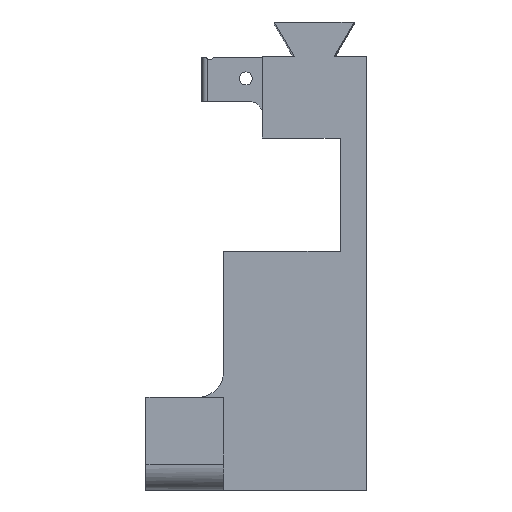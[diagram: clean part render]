
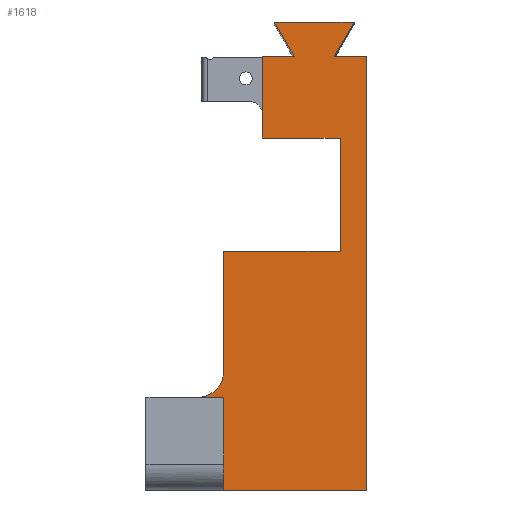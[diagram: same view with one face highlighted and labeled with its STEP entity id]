
A CAD part, front view. The second image highlights one B-rep face of the part: STEP entity #1618.
In plain terms, the highlighted planar face has unit normal (0, -1, 0).
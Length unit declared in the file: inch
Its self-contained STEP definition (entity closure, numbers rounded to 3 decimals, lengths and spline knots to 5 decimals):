
#143=CIRCLE('',#1728,0.3937);
#235=FACE_OUTER_BOUND('',#352,.T.);
#352=EDGE_LOOP('',(#1475,#1476,#1477,#1478,#1479,#1480,#1481,#1482,#1483,
#1484,#1485,#1486,#1487,#1488,#1489,#1490));
#354=LINE('',#2223,#510);
#358=LINE('',#2231,#514);
#361=LINE('',#2237,#517);
#364=LINE('',#2243,#520);
#383=LINE('',#2403,#539);
#406=LINE('',#2516,#562);
#409=LINE('',#2524,#565);
#414=LINE('',#2535,#570);
#463=LINE('',#2646,#619);
#472=LINE('',#2669,#628);
#473=LINE('',#2671,#629);
#475=LINE('',#2674,#631);
#496=LINE('',#2745,#652);
#503=LINE('',#2757,#659);
#506=LINE('',#2766,#662);
#510=VECTOR('',#1782,0.3937);
#514=VECTOR('',#1788,0.3937);
#517=VECTOR('',#1793,0.3937);
#520=VECTOR('',#1798,0.3937);
#539=VECTOR('',#1837,0.3937);
#562=VECTOR('',#1968,0.3937);
#565=VECTOR('',#1975,0.3937);
#570=VECTOR('',#1982,0.3937);
#619=VECTOR('',#2081,0.3937);
#628=VECTOR('',#2110,0.3937);
#629=VECTOR('',#2113,0.3937);
#631=VECTOR('',#2117,0.3937);
#652=VECTOR('',#2180,0.3937);
#659=VECTOR('',#2191,0.3937);
#662=VECTOR('',#2196,0.3937);
#666=VERTEX_POINT('',#2221);
#667=VERTEX_POINT('',#2222);
#670=VERTEX_POINT('',#2230);
#672=VERTEX_POINT('',#2236);
#674=VERTEX_POINT('',#2242);
#700=VERTEX_POINT('',#2401);
#701=VERTEX_POINT('',#2402);
#737=VERTEX_POINT('',#2515);
#740=VERTEX_POINT('',#2523);
#744=VERTEX_POINT('',#2532);
#745=VERTEX_POINT('',#2534);
#775=VERTEX_POINT('',#2629);
#776=VERTEX_POINT('',#2630);
#782=VERTEX_POINT('',#2644);
#786=VERTEX_POINT('',#2663);
#811=VERTEX_POINT('',#2752);
#817=EDGE_CURVE('',#666,#667,#354,.T.);
#821=EDGE_CURVE('',#670,#666,#358,.T.);
#824=EDGE_CURVE('',#672,#670,#361,.T.);
#827=EDGE_CURVE('',#674,#672,#364,.T.);
#856=EDGE_CURVE('',#700,#701,#383,.T.);
#914=EDGE_CURVE('',#737,#700,#406,.T.);
#918=EDGE_CURVE('',#737,#740,#409,.T.);
#923=EDGE_CURVE('',#745,#744,#414,.T.);
#970=EDGE_CURVE('',#775,#776,#143,.F.);
#978=EDGE_CURVE('',#775,#782,#463,.T.);
#990=EDGE_CURVE('',#786,#782,#472,.T.);
#991=EDGE_CURVE('',#776,#701,#473,.T.);
#993=EDGE_CURVE('',#745,#786,#475,.T.);
#1025=EDGE_CURVE('',#674,#744,#496,.T.);
#1032=EDGE_CURVE('',#811,#740,#503,.T.);
#1036=EDGE_CURVE('',#667,#811,#506,.T.);
#1475=ORIENTED_EDGE('',*,*,#827,.T.);
#1476=ORIENTED_EDGE('',*,*,#824,.T.);
#1477=ORIENTED_EDGE('',*,*,#821,.T.);
#1478=ORIENTED_EDGE('',*,*,#817,.T.);
#1479=ORIENTED_EDGE('',*,*,#1036,.T.);
#1480=ORIENTED_EDGE('',*,*,#1032,.T.);
#1481=ORIENTED_EDGE('',*,*,#918,.F.);
#1482=ORIENTED_EDGE('',*,*,#914,.T.);
#1483=ORIENTED_EDGE('',*,*,#856,.T.);
#1484=ORIENTED_EDGE('',*,*,#991,.F.);
#1485=ORIENTED_EDGE('',*,*,#970,.F.);
#1486=ORIENTED_EDGE('',*,*,#978,.T.);
#1487=ORIENTED_EDGE('',*,*,#990,.F.);
#1488=ORIENTED_EDGE('',*,*,#993,.F.);
#1489=ORIENTED_EDGE('',*,*,#923,.T.);
#1490=ORIENTED_EDGE('',*,*,#1025,.F.);
#1540=PLANE('',#1773);
#1618=ADVANCED_FACE('',(#235),#1540,.T.);
#1728=AXIS2_PLACEMENT_3D('',#2631,#2069,#2070);
#1773=AXIS2_PLACEMENT_3D('',#2781,#2212,#2213);
#1782=DIRECTION('',(0.506,0.,-0.863));
#1788=DIRECTION('',(-1.,0.,0.));
#1793=DIRECTION('',(0.506,0.,0.863));
#1798=DIRECTION('',(-1.,0.,0.));
#1837=DIRECTION('',(-1.,0.,0.));
#1968=DIRECTION('',(0.,0.,-1.));
#1975=DIRECTION('',(-1.,0.,0.));
#1982=DIRECTION('',(1.,0.,0.));
#2069=DIRECTION('center_axis',(0.,1.,0.));
#2070=DIRECTION('ref_axis',(0.707,0.,-0.707));
#2081=DIRECTION('',(1.,0.,0.));
#2110=DIRECTION('',(0.,0.,1.));
#2113=DIRECTION('',(0.,0.,1.));
#2117=DIRECTION('',(0.,0.,1.));
#2180=DIRECTION('',(0.,0.,-1.));
#2191=DIRECTION('',(0.,0.,-1.));
#2196=DIRECTION('',(-1.,0.,0.));
#2212=DIRECTION('center_axis',(0.,-1.,0.));
#2213=DIRECTION('ref_axis',(0.,0.,-1.));
#2221=CARTESIAN_POINT('',(13.18898,-8.28923,2.23652));
#2222=CARTESIAN_POINT('',(13.49462,-8.28923,1.71526));
#2223=CARTESIAN_POINT('',(12.13414,-8.28923,4.0355));
#2230=CARTESIAN_POINT('',(14.40157,-8.28923,2.23652));
#2231=CARTESIAN_POINT('',(14.29528,-8.28923,2.23652));
#2236=CARTESIAN_POINT('',(14.09593,-8.28923,1.71526));
#2237=CARTESIAN_POINT('',(15.40433,-8.28923,3.94667));
#2242=CARTESIAN_POINT('',(14.58268,-8.28923,1.71526));
#2243=CARTESIAN_POINT('',(14.38583,-8.28923,1.71526));
#2401=CARTESIAN_POINT('',(14.18898,-8.28923,-1.24729));
#2402=CARTESIAN_POINT('',(12.41732,-8.28923,-1.24729));
#2403=CARTESIAN_POINT('',(14.18898,-8.28923,-1.24729));
#2515=CARTESIAN_POINT('',(14.18898,-8.28923,0.47244));
#2516=CARTESIAN_POINT('',(14.18898,-8.28923,7.65746));
#2523=CARTESIAN_POINT('',(13.00787,-8.28923,0.47244));
#2524=CARTESIAN_POINT('',(14.18898,-8.28923,0.47244));
#2532=CARTESIAN_POINT('',(14.58268,-8.28923,-4.8806));
#2534=CARTESIAN_POINT('',(12.41732,-8.28923,-4.8806));
#2535=CARTESIAN_POINT('',(14.18898,-8.28923,-4.8806));
#2629=CARTESIAN_POINT('',(12.02362,-8.28923,-3.47115));
#2630=CARTESIAN_POINT('',(12.41732,-8.28923,-3.07745));
#2631=CARTESIAN_POINT('Origin',(12.02362,-8.28923,-3.07745));
#2644=CARTESIAN_POINT('',(12.41732,-8.28923,-3.47115));
#2646=CARTESIAN_POINT('',(13.30315,-8.28923,-3.47115));
#2663=CARTESIAN_POINT('',(12.41732,-8.28923,-4.7096));
#2669=CARTESIAN_POINT('',(12.41732,-8.28923,-3.48296));
#2671=CARTESIAN_POINT('',(12.41732,-8.28923,-3.48296));
#2674=CARTESIAN_POINT('',(12.41732,-8.28923,-3.48296));
#2745=CARTESIAN_POINT('',(14.58268,-8.28923,7.65746));
#2752=CARTESIAN_POINT('',(13.00787,-8.28923,1.71526));
#2757=CARTESIAN_POINT('',(13.00787,-8.28923,-4.8806));
#2766=CARTESIAN_POINT('',(14.38583,-8.28923,1.71526));
#2781=CARTESIAN_POINT('Origin',(14.18898,-8.28923,7.65746));
